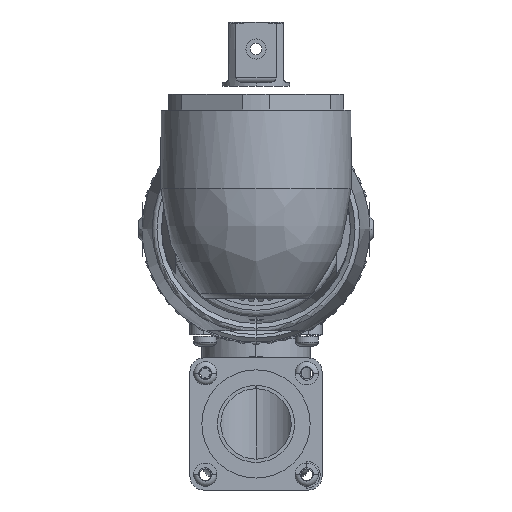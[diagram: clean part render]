
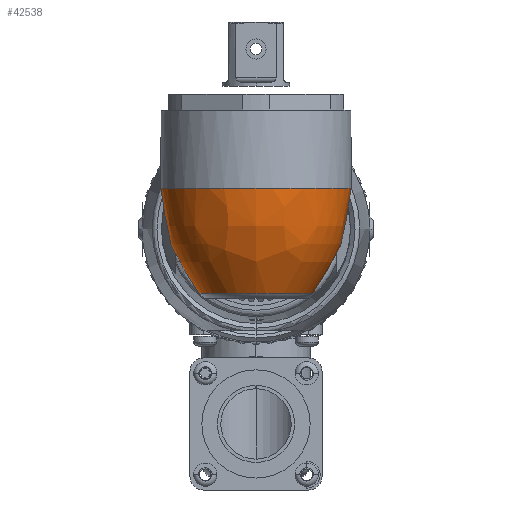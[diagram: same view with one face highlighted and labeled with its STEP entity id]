
A CAD part, left-side view. The second image highlights one B-rep face of the part: STEP entity #42538.
In plain terms, the highlighted free-form (B-spline) face has degree [3, 3] with [7, 4] control points.
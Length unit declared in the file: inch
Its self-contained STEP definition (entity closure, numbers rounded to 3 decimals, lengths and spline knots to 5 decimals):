
#33432=CARTESIAN_POINT('',(-14.1417,0.005,-0.591));
#33433=DIRECTION('',(0.,0.,1.));
#33434=DIRECTION('',(0.766,0.643,0.));
#33435=AXIS2_PLACEMENT_3D('',#33432,#33433,#33434);
#33447=CARTESIAN_POINT('',(-14.1417,0.005,0.375));
#33448=DIRECTION('',(0.,0.,-1.));
#33449=DIRECTION('',(0.73,-0.683,0.));
#33450=AXIS2_PLACEMENT_3D('',#33447,#33448,#33449);
#40283=CARTESIAN_POINT('',(-13.73856,-0.33331,
-0.591));
#40284=CARTESIAN_POINT('',(-13.74117,-0.3512,
-0.57971));
#40285=CARTESIAN_POINT('',(-13.74629,-0.38607,
-0.55547));
#40286=CARTESIAN_POINT('',(-13.7529,-0.4354,
-0.51431));
#40287=CARTESIAN_POINT('',(-13.75761,-0.48219,
-0.46772));
#40288=CARTESIAN_POINT('',(-13.75938,-0.52612,
-0.41523));
#40289=CARTESIAN_POINT('',(-13.75707,-0.56607,
-0.35731));
#40290=CARTESIAN_POINT('',(-13.74985,-0.60118,
-0.29436));
#40291=CARTESIAN_POINT('',(-13.73701,-0.63095,
-0.22603));
#40292=CARTESIAN_POINT('',(-13.71828,-0.65445,
-0.15264));
#40293=CARTESIAN_POINT('',(-13.6932,-0.67101,
-0.0729));
#40294=CARTESIAN_POINT('',(-13.66127,-0.67902,
0.01432));
#40295=CARTESIAN_POINT('',(-13.6235,-0.67616,
0.10685));
#40296=CARTESIAN_POINT('',(-13.58262,-0.66136,
0.19975));
#40297=CARTESIAN_POINT('',(-13.54071,-0.63472,
0.29026));
#40298=CARTESIAN_POINT('',(-13.51336,-0.60964,
0.34729));
#40299=CARTESIAN_POINT('',(-13.49992,-0.59526,
0.375));
#40395=CARTESIAN_POINT('',(-13.49992,0.60526,
0.375));
#40396=CARTESIAN_POINT('',(-13.51336,0.61963,
0.3473));
#40397=CARTESIAN_POINT('',(-13.5407,0.64471,
0.29027));
#40398=CARTESIAN_POINT('',(-13.58261,0.67135,
0.19977));
#40399=CARTESIAN_POINT('',(-13.6235,0.68616,
0.10687));
#40400=CARTESIAN_POINT('',(-13.66126,0.68902,
0.01434));
#40401=CARTESIAN_POINT('',(-13.6932,0.68101,
-0.0729));
#40402=CARTESIAN_POINT('',(-13.71829,0.66445,
-0.15266));
#40403=CARTESIAN_POINT('',(-13.73702,0.64095,
-0.22605));
#40404=CARTESIAN_POINT('',(-13.74985,0.61117,
-0.29438));
#40405=CARTESIAN_POINT('',(-13.75707,0.57606,
-0.35732));
#40406=CARTESIAN_POINT('',(-13.75938,0.53611,
-0.41525));
#40407=CARTESIAN_POINT('',(-13.75761,0.49218,
-0.46773));
#40408=CARTESIAN_POINT('',(-13.75289,0.44538,
-0.51433));
#40409=CARTESIAN_POINT('',(-13.74629,0.39604,
-0.55549));
#40410=CARTESIAN_POINT('',(-13.74117,0.36119,-0.57972));
#40411=CARTESIAN_POINT('',(-13.73856,0.34331,
-0.591));
#42368=VERTEX_POINT('',#40283);
#42369=VERTEX_POINT('',#40299);
#42372=VERTEX_POINT('',#40395);
#42373=VERTEX_POINT('',#40411);
#42500=CARTESIAN_POINT('',(-13.41678,-0.49142,
0.39599));
#42501=CARTESIAN_POINT('',(-13.41249,-0.49437,
0.02391));
#42502=CARTESIAN_POINT('',(-13.51772,-0.4223,
-0.32567));
#42503=CARTESIAN_POINT('',(-13.71872,-0.28466,
-0.60696));
#42504=CARTESIAN_POINT('',(-14.01273,-1.36168,
0.39599));
#42505=CARTESIAN_POINT('',(-14.01197,-1.36978,
0.02391));
#42506=CARTESIAN_POINT('',(-14.03069,-1.17137,
-0.32567));
#42507=CARTESIAN_POINT('',(-14.06645,-0.79245,
-0.60696));
#42508=CARTESIAN_POINT('',(-15.0203,-1.04975,
0.39599));
#42509=CARTESIAN_POINT('',(-15.02551,-1.056,
0.02391));
#42510=CARTESIAN_POINT('',(-14.89796,-0.90288,
-0.32567));
#42511=CARTESIAN_POINT('',(-14.65436,-0.61044,
-0.60696));
#42512=CARTESIAN_POINT('',(-15.0203,0.005,
0.39599));
#42513=CARTESIAN_POINT('',(-15.02551,0.005,
0.02391));
#42514=CARTESIAN_POINT('',(-14.89796,0.005,
-0.32567));
#42515=CARTESIAN_POINT('',(-14.65436,0.005,
-0.60696));
#42516=CARTESIAN_POINT('',(-15.0203,1.05975,
0.39599));
#42517=CARTESIAN_POINT('',(-15.02551,1.066,
0.02391));
#42518=CARTESIAN_POINT('',(-14.89796,0.91288,
-0.32567));
#42519=CARTESIAN_POINT('',(-14.65436,0.62044,
-0.60696));
#42520=CARTESIAN_POINT('',(-14.01273,1.37168,
0.39599));
#42521=CARTESIAN_POINT('',(-14.01197,1.37978,
0.02391));
#42522=CARTESIAN_POINT('',(-14.03069,1.18137,
-0.32567));
#42523=CARTESIAN_POINT('',(-14.06645,0.80245,
-0.60696));
#42524=CARTESIAN_POINT('',(-13.41678,0.50142,
0.39599));
#42525=CARTESIAN_POINT('',(-13.41249,0.50437,
0.02391));
#42526=CARTESIAN_POINT('',(-13.51772,0.4323,
-0.32567));
#42527=CARTESIAN_POINT('',(-13.71872,0.29466,
-0.60696));
#42528=(BOUNDED_SURFACE()B_SPLINE_SURFACE(3,3,((#42500,#42501,#42502,#42503),(
#42504,#42505,#42506,#42507),(#42508,#42509,#42510,#42511),(#42512,#42513,
#42514,#42515),(#42516,#42517,#42518,#42519),(#42520,#42521,#42522,#42523),(
#42524,#42525,#42526,#42527)),.UNSPECIFIED.,.F.,.F.,.F.)B_SPLINE_SURFACE_WITH_KNOTS((4,3,4),(4,4),(0.,1.,2.),(0.,1.),.UNSPECIFIED.)GEOMETRIC_REPRESENTATION_ITEM()RATIONAL_B_SPLINE_SURFACE(((1.596,1.526,
1.526,1.596),(0.847,0.81,
0.81,0.847),(0.847,0.81,
0.81,0.847),(1.596,1.526,
1.526,1.596),(0.847,0.81,
0.81,0.847),(0.847,0.81,
0.81,0.847),(1.596,1.526,
1.526,1.596)))REPRESENTATION_ITEM('')SURFACE());
#42530=ORIENTED_EDGE('',*,*,#42529,.F.);
#42531=ORIENTED_EDGE('',*,*,#42489,.F.);
#42533=ORIENTED_EDGE('',*,*,#42532,.F.);
#42535=ORIENTED_EDGE('',*,*,#42534,.F.);
#42536=EDGE_LOOP('',(#42530,#42531,#42533,#42535));
#42537=FACE_OUTER_BOUND('',#42536,.F.);
#42538=ADVANCED_FACE('',(#42537),#42528,.T.);
#33436=CIRCLE('',#33435,0.52629);
#33451=CIRCLE('',#33450,0.87875);
#40300=B_SPLINE_CURVE_WITH_KNOTS('',3,(#40283,#40284,#40285,#40286,#40287,
#40288,#40289,#40290,#40291,#40292,#40293,#40294,#40295,#40296,#40297,#40298,
#40299),.UNSPECIFIED.,.F.,.F.,(4,1,1,1,1,1,1,1,1,1,1,1,1,1,4),(0.,
0.07143,0.14286,0.21429,0.28571,
0.35714,0.42857,0.5,0.57143,0.64286,
0.71429,0.78571,0.85714,0.92857,1.),
.UNSPECIFIED.);
#40412=B_SPLINE_CURVE_WITH_KNOTS('',3,(#40395,#40396,#40397,#40398,#40399,
#40400,#40401,#40402,#40403,#40404,#40405,#40406,#40407,#40408,#40409,#40410,
#40411),.UNSPECIFIED.,.F.,.F.,(4,1,1,1,1,1,1,1,1,1,1,1,1,1,4),(0.,
0.07143,0.14286,0.21429,0.28571,
0.35714,0.42857,0.5,0.57143,0.64286,
0.71429,0.78571,0.85714,0.92857,1.),
.UNSPECIFIED.);
#42489=EDGE_CURVE('',#42373,#42368,#33436,.T.);
#42529=EDGE_CURVE('',#42368,#42369,#40300,.T.);
#42532=EDGE_CURVE('',#42372,#42373,#40412,.T.);
#42534=EDGE_CURVE('',#42369,#42372,#33451,.T.);
